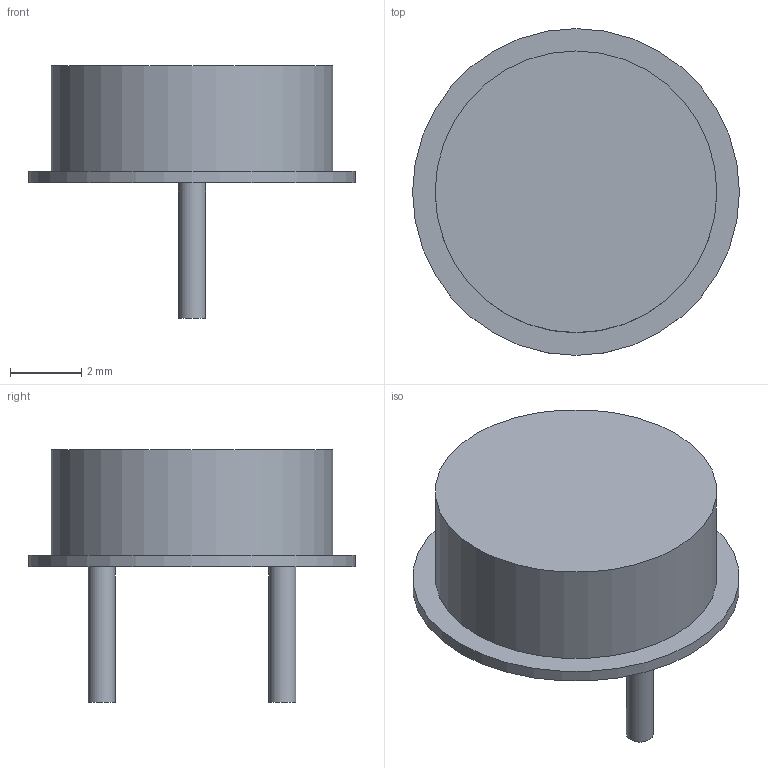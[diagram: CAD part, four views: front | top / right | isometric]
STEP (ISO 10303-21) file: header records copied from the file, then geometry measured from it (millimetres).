
FILE_DESCRIPTION(('STEP AP214'),'1');
FILE_NAME('TO99_BPW20RF_VIS','2021-02-26T05:02:37',(''),(''),'','','');
FILE_SCHEMA(('AUTOMOTIVE_DESIGN'));
Length unit declared in the file: millimetre
Products named in the file (1): product
Bounding box: 9.19 x 9.19 x 7.11 mm (x, y, z)
Volume: 172 mm3; surface area: 335 mm2
Topology: 4 solids, 4 shells, 12 faces, 12 edges, 8 vertices
Faces by surface type: plane 8, cylinder 4
Full cylindrical faces by diameter (mm): 0.762 x2, 7.925 x1, 9.195 x1
Entity records: 277 total; most frequent: DIRECTION 50, CARTESIAN_POINT 33, AXIS2_PLACEMENT_3D 25, EDGE_LOOP 16, ORIENTED_EDGE 16, ADVANCED_FACE 12, FACE_OUTER_BOUND 12, STYLED_ITEM 12
